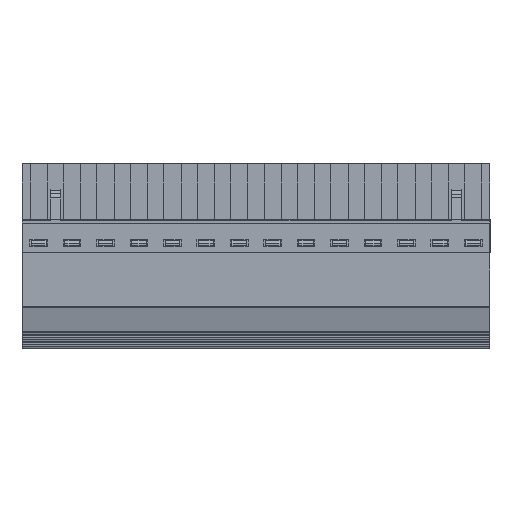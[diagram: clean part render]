
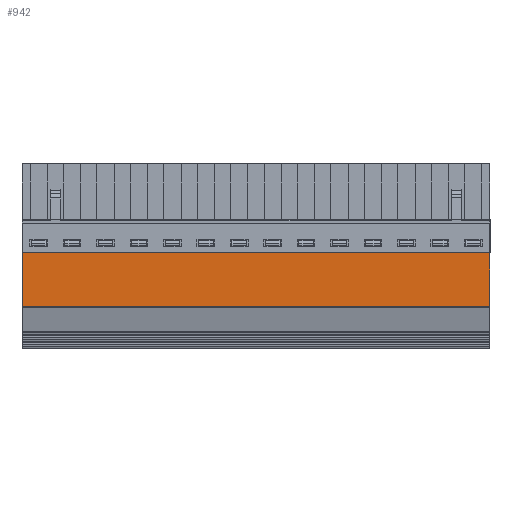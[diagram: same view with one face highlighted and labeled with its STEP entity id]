
A CAD part, front view. The second image highlights one B-rep face of the part: STEP entity #942.
In plain terms, the highlighted planar face has unit normal (0, -1, 0).
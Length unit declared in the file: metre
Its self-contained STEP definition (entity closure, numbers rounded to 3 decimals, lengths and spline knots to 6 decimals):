
#942=ADVANCED_FACE('',(#2675),#2676,.T.);
#2675=FACE_OUTER_BOUND('',#5401,.T.);
#2676=PLANE('',#5402);
#5401=EDGE_LOOP('',(#8326,#8327,#8328,#8329,#8330,#8331,#8332,#8333,#8334,#8335));
#5402=AXIS2_PLACEMENT_3D('',#8336,#8337,#8338);
#8326=ORIENTED_EDGE('',*,*,#15282,.T.);
#8327=ORIENTED_EDGE('',*,*,#15306,.T.);
#8328=ORIENTED_EDGE('',*,*,#15307,.F.);
#8329=ORIENTED_EDGE('',*,*,#15308,.T.);
#8330=ORIENTED_EDGE('',*,*,#15309,.T.);
#8331=ORIENTED_EDGE('',*,*,#15310,.T.);
#8332=ORIENTED_EDGE('',*,*,#15311,.F.);
#8333=ORIENTED_EDGE('',*,*,#15191,.F.);
#8334=ORIENTED_EDGE('',*,*,#15186,.T.);
#8335=ORIENTED_EDGE('',*,*,#15312,.T.);
#8336=CARTESIAN_POINT('',(-0.01695,-0.035437,-0.075199));
#8337=DIRECTION('',(0.,-1.0,0.));
#8338=DIRECTION('',(0.,0.,1.0));
#15186=EDGE_CURVE('',#17972,#17970,#17973,.T.);
#15191=EDGE_CURVE('',#17972,#17979,#17980,.T.);
#15282=EDGE_CURVE('',#18120,#18118,#18121,.T.);
#15306=EDGE_CURVE('',#18118,#18157,#18158,.T.);
#15307=EDGE_CURVE('',#18159,#18157,#18160,.T.);
#15308=EDGE_CURVE('',#18159,#18161,#18162,.T.);
#15309=EDGE_CURVE('',#18161,#18163,#18164,.T.);
#15310=EDGE_CURVE('',#18163,#18165,#18166,.T.);
#15311=EDGE_CURVE('',#17979,#18165,#18167,.T.);
#15312=EDGE_CURVE('',#17970,#18120,#18168,.T.);
#17970=VERTEX_POINT('',#22057);
#17972=VERTEX_POINT('',#22060);
#17973=LINE('',#22061,#22062);
#17979=VERTEX_POINT('',#22071);
#17980=LINE('',#22072,#22073);
#18118=VERTEX_POINT('',#22258);
#18120=VERTEX_POINT('',#22261);
#18121=LINE('',#22262,#22263);
#18157=VERTEX_POINT('',#22300);
#18158=LINE('',#22301,#22302);
#18159=VERTEX_POINT('',#22303);
#18160=LINE('',#22304,#22305);
#18161=VERTEX_POINT('',#22306);
#18162=LINE('',#22307,#22308);
#18163=VERTEX_POINT('',#22309);
#18164=LINE('',#22310,#22311);
#18165=VERTEX_POINT('',#22312);
#18166=LINE('',#22313,#22314);
#18167=LINE('',#22315,#22316);
#18168=LINE('',#22317,#22318);
#22057=CARTESIAN_POINT('',(-0.01695,-0.035437,-0.064424));
#22060=CARTESIAN_POINT('',(-0.016946,-0.035437,-0.064424));
#22061=CARTESIAN_POINT('',(-0.01695,-0.035437,-0.064424));
#22062=VECTOR('',#27910,1.0);
#22071=CARTESIAN_POINT('',(-0.016946,-0.035437,-0.067526));
#22072=CARTESIAN_POINT('',(-0.016946,-0.035437,-0.075199));
#22073=VECTOR('',#27914,1.0);
#22258=CARTESIAN_POINT('',(0.053052,-0.035437,-0.076626));
#22261=CARTESIAN_POINT('',(-0.01695,-0.035437,-0.076626));
#22262=CARTESIAN_POINT('',(0.047814,-0.035437,-0.076626));
#22263=VECTOR('',#28023,1.0);
#22300=CARTESIAN_POINT('',(0.053052,-0.035437,-0.067526));
#22301=CARTESIAN_POINT('',(0.053052,-0.035437,-0.075199));
#22302=VECTOR('',#28061,1.0);
#22303=CARTESIAN_POINT('',(0.051947,-0.035437,-0.067526));
#22304=CARTESIAN_POINT('',(-0.02695,-0.035437,-0.067526));
#22305=VECTOR('',#28062,1.0);
#22306=CARTESIAN_POINT('',(0.051947,-0.035437,-0.068613));
#22307=CARTESIAN_POINT('',(0.051947,-0.035437,-0.075199));
#22308=VECTOR('',#28063,1.0);
#22309=CARTESIAN_POINT('',(-0.015847,-0.035437,-0.068613));
#22310=CARTESIAN_POINT('',(-0.01695,-0.035437,-0.068613));
#22311=VECTOR('',#28064,1.0);
#22312=CARTESIAN_POINT('',(-0.015847,-0.035437,-0.067526));
#22313=CARTESIAN_POINT('',(-0.015847,-0.035437,-0.075199));
#22314=VECTOR('',#28065,1.0);
#22315=CARTESIAN_POINT('',(-0.01695,-0.035437,-0.067526));
#22316=VECTOR('',#28066,1.0);
#22317=CARTESIAN_POINT('',(-0.01695,-0.035437,-0.075199));
#22318=VECTOR('',#28067,1.0);
#27910=DIRECTION('',(-1.0,0.,0.));
#27914=DIRECTION('',(0.,0.,-1.0));
#28023=DIRECTION('',(1.0,0.,0.));
#28061=DIRECTION('',(0.,0.,1.0));
#28062=DIRECTION('',(1.0,0.,0.));
#28063=DIRECTION('',(0.,0.,-1.0));
#28064=DIRECTION('',(-1.0,0.,0.));
#28065=DIRECTION('',(0.,0.,1.0));
#28066=DIRECTION('',(1.0,0.,0.));
#28067=DIRECTION('',(0.,0.,-1.0));
